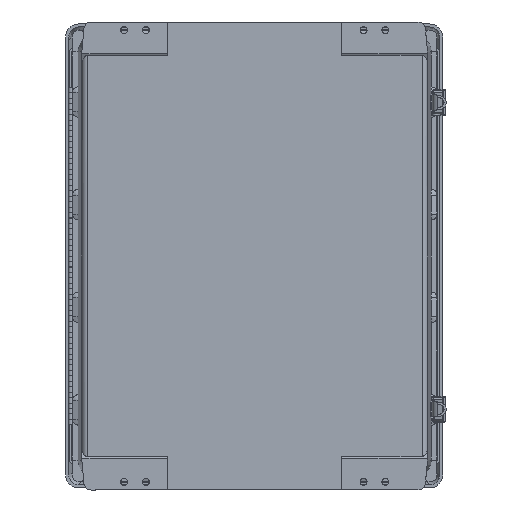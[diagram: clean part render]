
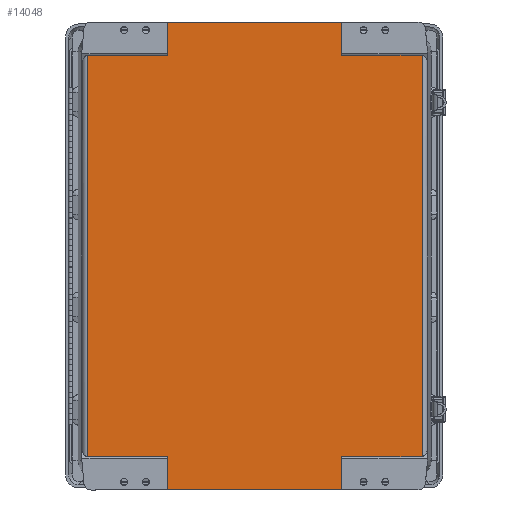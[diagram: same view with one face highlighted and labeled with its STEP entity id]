
A CAD part, front view. The second image highlights one B-rep face of the part: STEP entity #14048.
In plain terms, the highlighted planar face has unit normal (0, -1, 0).
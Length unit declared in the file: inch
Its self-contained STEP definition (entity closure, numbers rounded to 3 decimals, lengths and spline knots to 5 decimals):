
#407 = ORIENTED_EDGE ( 'NONE', *, *, #6153, .F. ) ;
#507 = CARTESIAN_POINT ( 'NONE',  ( -7.3875, 0., -9.2134 ) ) ;
#701 = LINE ( 'NONE', #16238, #24619 ) ;
#809 = CARTESIAN_POINT ( 'NONE',  ( -3.995, 0., -10.75 ) ) ;
#972 = EDGE_CURVE ( 'NONE', #25130, #6333, #12693, .T. ) ;
#1106 = DIRECTION ( 'NONE',  ( 0., 0., -1. ) ) ;
#1733 = EDGE_LOOP ( 'NONE', ( #9893, #15834, #7937, #10978, #28342, #407, #15902, #26366, #23683, #17813, #11017, #1967 ) ) ;
#1967 = ORIENTED_EDGE ( 'NONE', *, *, #972, .T. ) ;
#2068 = CARTESIAN_POINT ( 'NONE',  ( -7.69183, 0., -9.2134 ) ) ;
#2273 = LINE ( 'NONE', #8561, #16185 ) ;
#2278 = LINE ( 'NONE', #23797, #27783 ) ;
#2420 = CARTESIAN_POINT ( 'NONE',  ( -3.995, 0., -9.2134 ) ) ;
#3021 = VECTOR ( 'NONE', #21753, 39.37008 ) ;
#3316 = LINE ( 'NONE', #6126, #29529 ) ;
#3780 = CARTESIAN_POINT ( 'NONE',  ( -7.3875, 0., 9.2134 ) ) ;
#4523 = CARTESIAN_POINT ( 'NONE',  ( 3.995, 0., 9.2134 ) ) ;
#5272 = VECTOR ( 'NONE', #19584, 39.37008 ) ;
#6126 = CARTESIAN_POINT ( 'NONE',  ( 4.83175, 0., -10.75 ) ) ;
#6153 = EDGE_CURVE ( 'NONE', #22049, #20982, #20131, .T. ) ;
#6333 = VERTEX_POINT ( 'NONE', #16307 ) ;
#6939 = DIRECTION ( 'NONE',  ( 0., 0., -1. ) ) ;
#7232 = CARTESIAN_POINT ( 'NONE',  ( 7.69183, 0., -9.2134 ) ) ;
#7351 = EDGE_CURVE ( 'NONE', #14633, #20196, #2278, .T. ) ;
#7484 = VERTEX_POINT ( 'NONE', #14644 ) ;
#7516 = DIRECTION ( 'NONE',  ( 0., 0., 1. ) ) ;
#7636 = EDGE_CURVE ( 'NONE', #21335, #7484, #22380, .T. ) ;
#7937 = ORIENTED_EDGE ( 'NONE', *, *, #31098, .T. ) ;
#7949 = VERTEX_POINT ( 'NONE', #16469 ) ;
#8561 = CARTESIAN_POINT ( 'NONE',  ( -7.3875, 0., 9.2134 ) ) ;
#8885 = DIRECTION ( 'NONE',  ( -1., 0., 0. ) ) ;
#9072 = VECTOR ( 'NONE', #27376, 39.37008 ) ;
#9893 = ORIENTED_EDGE ( 'NONE', *, *, #27222, .T. ) ;
#10978 = ORIENTED_EDGE ( 'NONE', *, *, #21236, .T. ) ;
#11017 = ORIENTED_EDGE ( 'NONE', *, *, #23755, .F. ) ;
#11118 = DIRECTION ( 'NONE',  ( 1., 0., 0. ) ) ;
#12693 = LINE ( 'NONE', #29633, #20066 ) ;
#13401 = CARTESIAN_POINT ( 'NONE',  ( -7.3875, 0., -9.3875 ) ) ;
#13608 = EDGE_CURVE ( 'NONE', #7949, #20982, #701, .T. ) ;
#13964 = DIRECTION ( 'NONE',  ( 0., 0., 1. ) ) ;
#14048 = ADVANCED_FACE ( 'NONE', ( #30381 ), #30643, .T. ) ;
#14576 = EDGE_CURVE ( 'NONE', #24126, #22049, #30349, .T. ) ;
#14633 = VERTEX_POINT ( 'NONE', #7232 ) ;
#14644 = CARTESIAN_POINT ( 'NONE',  ( -7.69183, 0., -9.2134 ) ) ;
#15177 = VERTEX_POINT ( 'NONE', #4523 ) ;
#15235 = CARTESIAN_POINT ( 'NONE',  ( -7.69183, 0., 9.2134 ) ) ;
#15313 = DIRECTION ( 'NONE',  ( -1., 0., 0. ) ) ;
#15517 = CARTESIAN_POINT ( 'NONE',  ( -3.995, 0., 10.75 ) ) ;
#15661 = LINE ( 'NONE', #29815, #9072 ) ;
#15834 = ORIENTED_EDGE ( 'NONE', *, *, #7351, .T. ) ;
#15881 = DIRECTION ( 'NONE',  ( 0., -1., 0. ) ) ;
#15902 = ORIENTED_EDGE ( 'NONE', *, *, #14576, .F. ) ;
#16022 = DIRECTION ( 'NONE',  ( -1., 0., 0. ) ) ;
#16185 = VECTOR ( 'NONE', #16022, 39.37008 ) ;
#16238 = CARTESIAN_POINT ( 'NONE',  ( 4.83175, 0., 10.75 ) ) ;
#16307 = CARTESIAN_POINT ( 'NONE',  ( 3.995, 0., -9.2134 ) ) ;
#16469 = CARTESIAN_POINT ( 'NONE',  ( 3.995, 0., 10.75 ) ) ;
#16567 = VECTOR ( 'NONE', #15313, 39.37008 ) ;
#16923 = LINE ( 'NONE', #19271, #3021 ) ;
#17242 = VECTOR ( 'NONE', #11118, 39.37008 ) ;
#17813 = ORIENTED_EDGE ( 'NONE', *, *, #31335, .F. ) ;
#18712 = CARTESIAN_POINT ( 'NONE',  ( -3.995, 0., 9.2134 ) ) ;
#19271 = CARTESIAN_POINT ( 'NONE',  ( 3.995, 0., -9.3875 ) ) ;
#19584 = DIRECTION ( 'NONE',  ( 0., 0., 1. ) ) ;
#19830 = CARTESIAN_POINT ( 'NONE',  ( -3.995, 0., -9.3875 ) ) ;
#19946 = VERTEX_POINT ( 'NONE', #809 ) ;
#20066 = VECTOR ( 'NONE', #13964, 39.37008 ) ;
#20131 = LINE ( 'NONE', #19830, #31639 ) ;
#20196 = VERTEX_POINT ( 'NONE', #31486 ) ;
#20982 = VERTEX_POINT ( 'NONE', #15517 ) ;
#21236 = EDGE_CURVE ( 'NONE', #15177, #7949, #16923, .T. ) ;
#21335 = VERTEX_POINT ( 'NONE', #2420 ) ;
#21753 = DIRECTION ( 'NONE',  ( 0., 0., 1. ) ) ;
#22049 = VERTEX_POINT ( 'NONE', #18712 ) ;
#22380 = LINE ( 'NONE', #507, #16567 ) ;
#22891 = VECTOR ( 'NONE', #6939, 39.37008 ) ;
#23635 = LINE ( 'NONE', #2068, #22891 ) ;
#23683 = ORIENTED_EDGE ( 'NONE', *, *, #7636, .F. ) ;
#23755 = EDGE_CURVE ( 'NONE', #25130, #19946, #3316, .T. ) ;
#23797 = CARTESIAN_POINT ( 'NONE',  ( 7.69183, 0., 9.2134 ) ) ;
#24126 = VERTEX_POINT ( 'NONE', #15235 ) ;
#24517 = CARTESIAN_POINT ( 'NONE',  ( -3.995, 0., -9.3875 ) ) ;
#24619 = VECTOR ( 'NONE', #8885, 39.37008 ) ;
#25130 = VERTEX_POINT ( 'NONE', #26132 ) ;
#25838 = DIRECTION ( 'NONE',  ( -1., 0., 0. ) ) ;
#26132 = CARTESIAN_POINT ( 'NONE',  ( 3.995, 0., -10.75 ) ) ;
#26366 = ORIENTED_EDGE ( 'NONE', *, *, #29101, .T. ) ;
#27222 = EDGE_CURVE ( 'NONE', #6333, #14633, #15661, .T. ) ;
#27376 = DIRECTION ( 'NONE',  ( 1., 0., 0. ) ) ;
#27783 = VECTOR ( 'NONE', #28798, 39.37008 ) ;
#28342 = ORIENTED_EDGE ( 'NONE', *, *, #13608, .T. ) ;
#28798 = DIRECTION ( 'NONE',  ( 0., 0., 1. ) ) ;
#29101 = EDGE_CURVE ( 'NONE', #24126, #7484, #23635, .T. ) ;
#29529 = VECTOR ( 'NONE', #25838, 39.37008 ) ;
#29633 = CARTESIAN_POINT ( 'NONE',  ( 3.995, 0., -9.3875 ) ) ;
#29815 = CARTESIAN_POINT ( 'NONE',  ( -7.3875, 0., -9.2134 ) ) ;
#30349 = LINE ( 'NONE', #3780, #17242 ) ;
#30381 = FACE_OUTER_BOUND ( 'NONE', #1733, .T. ) ;
#30643 = PLANE ( 'NONE',  #31428 ) ;
#31098 = EDGE_CURVE ( 'NONE', #20196, #15177, #2273, .T. ) ;
#31335 = EDGE_CURVE ( 'NONE', #19946, #21335, #31433, .T. ) ;
#31428 = AXIS2_PLACEMENT_3D ( 'NONE', #13401, #15881, #1106 ) ;
#31433 = LINE ( 'NONE', #24517, #5272 ) ;
#31486 = CARTESIAN_POINT ( 'NONE',  ( 7.69183, 0., 9.2134 ) ) ;
#31639 = VECTOR ( 'NONE', #7516, 39.37008 ) ;
